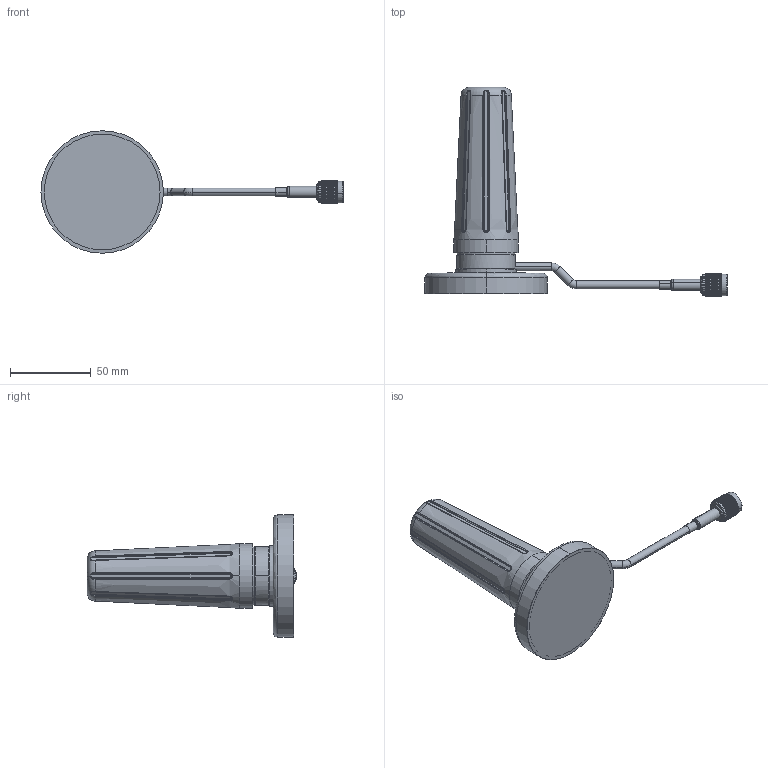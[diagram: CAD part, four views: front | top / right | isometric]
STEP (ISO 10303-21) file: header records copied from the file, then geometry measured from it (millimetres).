
FILE_DESCRIPTION (( 'STEP AP214' ), '1' );
FILE_NAME ('FMANMOB1002-RTP_3D.step', '2023-03-15T17:19:56', ( '' ), ( '' ), 'SwSTEP 2.0', 'SolidWorks 2022', '' );
FILE_SCHEMA (( 'AUTOMOTIVE_DESIGN' ));
Length unit declared in the file: inch
Products named in the file (6): Copy of RTP 230124^FMMA1-RTPA10; PEANOM1056; Copy of HeatShrink-195-3_230124^FMMA1-RTPA10; FMANMOB1002-RTP_3D; Copy of NMO Base w Cable^FMMA1-RTPA10; FMMA1-RTPA10
Assembly tree (5 placements, depth 3):
  FMANMOB1002-RTP_3D
    FMMA1-RTPA10
      Copy of NMO Base w Cable^FMMA1-RTPA10
      Copy of HeatShrink-195-3_230124^FMMA1-RTPA10
      Copy of RTP 230124^FMMA1-RTPA10
    PEANOM1056
Bounding box: 187.49 x 129.81 x 76 mm (x, y, z)
Volume: 97266.7 mm3; surface area: 76675.1 mm2
Topology: 15 solids, 15 shells, 3036 faces, 6532 edges, 3553 vertices
Faces by surface type: bspline 2086, cylinder 722, plane 146, cone 64, torus 18
Entity records: 124345 total; most frequent: CARTESIAN_POINT 79620, ORIENTED_EDGE 13056, EDGE_CURVE 6528, DIRECTION 3573, VERTEX_POINT 3553, EDGE_LOOP 3093, FACE_OUTER_BOUND 3036, ADVANCED_FACE 3036
